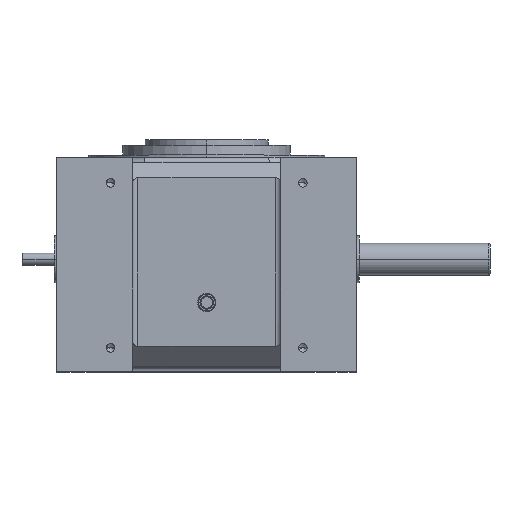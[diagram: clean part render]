
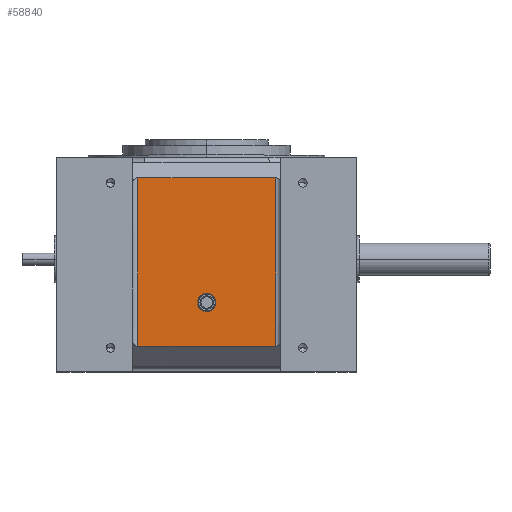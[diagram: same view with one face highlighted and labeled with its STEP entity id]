
A CAD part, top view. The second image highlights one B-rep face of the part: STEP entity #58840.
In plain terms, the highlighted planar face has unit normal (0, 0, 1).
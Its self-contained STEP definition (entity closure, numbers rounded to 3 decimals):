
#37 = EDGE_CURVE ( 'NONE', #45424, #53521, #45655, .T. ) ;
#2783 = CARTESIAN_POINT ( 'NONE',  ( 140., 165.305, 530. ) ) ;
#2851 = CARTESIAN_POINT ( 'NONE',  ( 18.5, -88., 530. ) ) ;
#3675 = DIRECTION ( 'NONE',  ( 0., 0., 1. ) ) ;
#8147 = FACE_OUTER_BOUND ( 'NONE', #32779, .T. ) ;
#10367 = EDGE_LOOP ( 'NONE', ( #26860, #50840 ) ) ;
#10718 = EDGE_CURVE ( 'NONE', #59327, #54297, #13119, .T. ) ;
#13119 = LINE ( 'NONE', #29191, #63090 ) ;
#14525 = CARTESIAN_POINT ( 'NONE',  ( -140., -176.7, 530. ) ) ;
#14539 = VERTEX_POINT ( 'NONE', #41612 ) ;
#16825 = CARTESIAN_POINT ( 'NONE',  ( -18.5, -88., 530. ) ) ;
#16974 = DIRECTION ( 'NONE',  ( 0., 1., 0. ) ) ;
#17698 = AXIS2_PLACEMENT_3D ( 'NONE', #22249, #3675, #54015 ) ;
#19898 = DIRECTION ( 'NONE',  ( 1., 0., 0. ) ) ;
#21054 = ORIENTED_EDGE ( 'NONE', *, *, #38008, .T. ) ;
#21530 = ORIENTED_EDGE ( 'NONE', *, *, #10718, .T. ) ;
#21887 = DIRECTION ( 'NONE',  ( 0., -1., 0. ) ) ;
#21969 = CARTESIAN_POINT ( 'NONE',  ( -150., 243., 530. ) ) ;
#22232 = CARTESIAN_POINT ( 'NONE',  ( 140., 165.305, 530. ) ) ;
#22249 = CARTESIAN_POINT ( 'NONE',  ( 0., -88., 530. ) ) ;
#23407 = CIRCLE ( 'NONE', #17698, 18.5 ) ;
#24798 = FACE_BOUND ( 'NONE', #10367, .T. ) ;
#26860 = ORIENTED_EDGE ( 'NONE', *, *, #37, .F. ) ;
#28807 = PLANE ( 'NONE',  #29711 ) ;
#29191 = CARTESIAN_POINT ( 'NONE',  ( -150., -176.7, 530. ) ) ;
#29711 = AXIS2_PLACEMENT_3D ( 'NONE', #21969, #66323, #65783 ) ;
#29953 = EDGE_CURVE ( 'NONE', #54297, #60669, #44727, .T. ) ;
#32509 = CARTESIAN_POINT ( 'NONE',  ( 0., -88., 530. ) ) ;
#32779 = EDGE_LOOP ( 'NONE', ( #48108, #21054, #21530, #80922 ) ) ;
#34935 = VECTOR ( 'NONE', #71186, 1000. ) ;
#38008 = EDGE_CURVE ( 'NONE', #14539, #59327, #53077, .T. ) ;
#41612 = CARTESIAN_POINT ( 'NONE',  ( -140., 165.305, 530. ) ) ;
#41866 = CARTESIAN_POINT ( 'NONE',  ( -140., -176.7, 530. ) ) ;
#43972 = AXIS2_PLACEMENT_3D ( 'NONE', #32509, #45111, #19898 ) ;
#44727 = LINE ( 'NONE', #22232, #74100 ) ;
#45111 = DIRECTION ( 'NONE',  ( 0., 0., 1. ) ) ;
#45424 = VERTEX_POINT ( 'NONE', #2851 ) ;
#45655 = CIRCLE ( 'NONE', #43972, 18.5 ) ;
#46633 = LINE ( 'NONE', #70922, #34935 ) ;
#48108 = ORIENTED_EDGE ( 'NONE', *, *, #49498, .T. ) ;
#49498 = EDGE_CURVE ( 'NONE', #60669, #14539, #46633, .T. ) ;
#50840 = ORIENTED_EDGE ( 'NONE', *, *, #65993, .F. ) ;
#53077 = LINE ( 'NONE', #14525, #59916 ) ;
#53521 = VERTEX_POINT ( 'NONE', #16825 ) ;
#54015 = DIRECTION ( 'NONE',  ( 1., 0., 0. ) ) ;
#54297 = VERTEX_POINT ( 'NONE', #64372 ) ;
#58840 = ADVANCED_FACE ( 'NONE', ( #24798, #8147 ), #28807, .F. ) ;
#59327 = VERTEX_POINT ( 'NONE', #41866 ) ;
#59916 = VECTOR ( 'NONE', #21887, 1000. ) ;
#60669 = VERTEX_POINT ( 'NONE', #2783 ) ;
#63090 = VECTOR ( 'NONE', #73254, 1000. ) ;
#64372 = CARTESIAN_POINT ( 'NONE',  ( 140., -176.7, 530. ) ) ;
#65783 = DIRECTION ( 'NONE',  ( 0., -1., 0. ) ) ;
#65993 = EDGE_CURVE ( 'NONE', #53521, #45424, #23407, .T. ) ;
#66323 = DIRECTION ( 'NONE',  ( 0., 0., -1. ) ) ;
#70922 = CARTESIAN_POINT ( 'NONE',  ( 0., 165.305, 530. ) ) ;
#71186 = DIRECTION ( 'NONE',  ( -1., 0., 0. ) ) ;
#73254 = DIRECTION ( 'NONE',  ( 1., 0., 0. ) ) ;
#74100 = VECTOR ( 'NONE', #16974, 1000. ) ;
#80922 = ORIENTED_EDGE ( 'NONE', *, *, #29953, .T. ) ;
